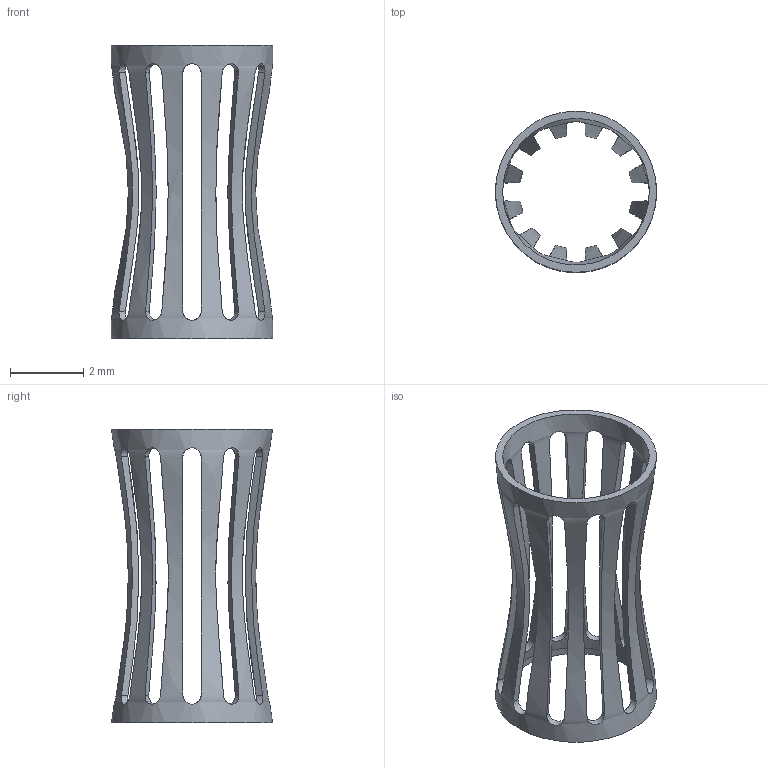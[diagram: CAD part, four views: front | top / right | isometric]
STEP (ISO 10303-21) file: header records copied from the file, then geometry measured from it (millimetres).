
FILE_DESCRIPTION(/* description */ (''),/* implementation_level */ '2;1');
FILE_NAME(/* name */ 'Crown spring connector_K8-8.step',/* time_stamp */ '2022-10-18T13:43:26+08:00',/* author */ (''),/* organization */ (''),/* preprocessor_version */ 'ST-DEVELOPER v19',/* originating_system */ 'Autodesk Translation Framework v11.7.0.108',/* authorisation */ '');
FILE_SCHEMA (('AUTOMOTIVE_DESIGN { 1 0 10303 214 3 1 1 }'));
Length unit declared in the file: millimetre
Products named in the file (1): Crown spring connector_K8-8
Bounding box: 4.4 x 4.4 x 8 mm (x, y, z)
Volume: 10.4 mm3; surface area: 144.8 mm2
Topology: 1 solids, 1 shells, 53 faces, 158 edges, 105 vertices
Faces by surface type: plane 26, cylinder 24, bspline 3
Entity records: 5296 total; most frequent: CARTESIAN_POINT 3998, ORIENTED_EDGE 316, EDGE_CURVE 158, DIRECTION 155, B_SPLINE_CURVE_WITH_KNOTS 107, VERTEX_POINT 105, EDGE_LOOP 77, FACE_OUTER_BOUND 53
